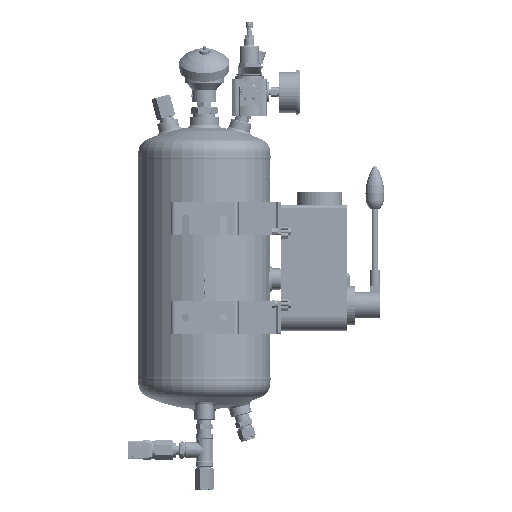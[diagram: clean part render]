
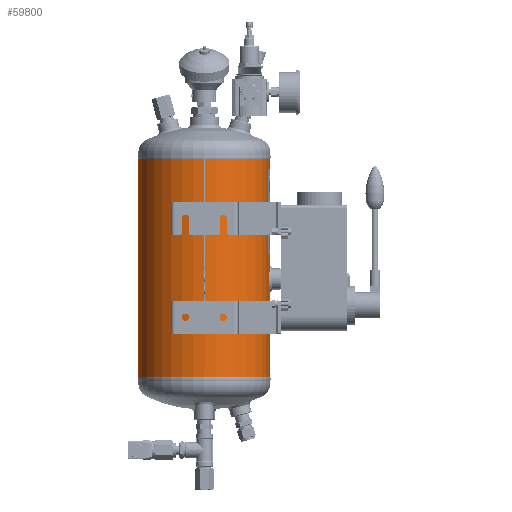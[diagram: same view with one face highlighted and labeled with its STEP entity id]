
A CAD part, left-side view. The second image highlights one B-rep face of the part: STEP entity #59800.
In plain terms, the highlighted cylindrical face has radius 100 mm (diameter 200 mm), a partial arc.
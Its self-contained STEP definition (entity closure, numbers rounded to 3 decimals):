
#3903=LINE('',#93875,#7867);
#3904=LINE('',#93880,#7868);
#3905=LINE('',#93884,#7869);
#3906=LINE('',#93888,#7870);
#7867=VECTOR('',#77446,1000.);
#7868=VECTOR('',#77449,1000.);
#7869=VECTOR('',#77452,1000.);
#7870=VECTOR('',#77455,1000.);
#11831=CIRCLE('',#71247,100.);
#11832=CIRCLE('',#71248,100.);
#11833=CIRCLE('',#71249,100.);
#11834=CIRCLE('',#71250,100.);
#13972=ORIENTED_EDGE('',*,*,#31752,.T.);
#13973=ORIENTED_EDGE('',*,*,#31753,.T.);
#13974=ORIENTED_EDGE('',*,*,#31754,.T.);
#13975=ORIENTED_EDGE('',*,*,#31755,.F.);
#13976=ORIENTED_EDGE('',*,*,#31756,.F.);
#13977=ORIENTED_EDGE('',*,*,#31757,.F.);
#13978=ORIENTED_EDGE('',*,*,#31758,.F.);
#13979=ORIENTED_EDGE('',*,*,#31759,.T.);
#13980=ORIENTED_EDGE('',*,*,#31760,.T.);
#13981=ORIENTED_EDGE('',*,*,#31761,.F.);
#13982=ORIENTED_EDGE('',*,*,#31762,.F.);
#31752=EDGE_CURVE('',#40642,#40642,#46837,.T.);
#31753=EDGE_CURVE('',#40643,#40643,#46838,.T.);
#31754=EDGE_CURVE('',#40644,#40644,#46839,.T.);
#31755=EDGE_CURVE('',#40645,#40646,#3903,.T.);
#31756=EDGE_CURVE('',#40647,#40645,#11831,.T.);
#31757=EDGE_CURVE('',#40648,#40647,#3904,.F.);
#31758=EDGE_CURVE('',#40649,#40648,#11832,.T.);
#31759=EDGE_CURVE('',#40649,#40650,#3905,.T.);
#31760=EDGE_CURVE('',#40650,#40651,#11833,.T.);
#31761=EDGE_CURVE('',#40652,#40651,#3906,.T.);
#31762=EDGE_CURVE('',#40646,#40652,#11834,.T.);
#40642=VERTEX_POINT('',#93850);
#40643=VERTEX_POINT('',#93862);
#40644=VERTEX_POINT('',#93874);
#40645=VERTEX_POINT('',#93876);
#40646=VERTEX_POINT('',#93877);
#40647=VERTEX_POINT('',#93879);
#40648=VERTEX_POINT('',#93881);
#40649=VERTEX_POINT('',#93883);
#40650=VERTEX_POINT('',#93885);
#40651=VERTEX_POINT('',#93887);
#40652=VERTEX_POINT('',#93889);
#46837=B_SPLINE_CURVE_WITH_KNOTS('',3,(#93831,#93832,#93833,#93834,#93835,
#93836,#93837,#93838,#93839,#93840,#93841,#93842,#93843,#93844,#93845,#93846,
#93847,#93848,#93849),.UNSPECIFIED.,.T.,.F.,(1,1,1,1,1,1,1,1,1,1,1,1,1,
1,1,1,1,1,1,1,1,1,1),(-0.018,-0.012,-0.006,
0.,0.006,0.012,0.018,0.023,
0.029,0.035,0.041,0.047,
0.053,0.059,0.065,0.07,
0.076,0.082,0.088,0.094,
0.1,0.106,0.112),.UNSPECIFIED.);
#46838=B_SPLINE_CURVE_WITH_KNOTS('',3,(#93851,#93852,#93853,#93854,#93855,
#93856,#93857,#93858,#93859,#93860,#93861),.UNSPECIFIED.,.T.,.F.,(1,1,1,
1,1,1,1,1,1,1,1,1,1,1,1),(-0.012,-0.008,-0.004,
0.,0.004,0.008,0.012,
0.016,0.02,0.023,0.027,
0.031,0.035,0.039,0.043),
 .UNSPECIFIED.);
#46839=B_SPLINE_CURVE_WITH_KNOTS('',3,(#93863,#93864,#93865,#93866,#93867,
#93868,#93869,#93870,#93871,#93872,#93873),.UNSPECIFIED.,.T.,.F.,(1,1,1,
1,1,1,1,1,1,1,1,1,1,1,1),(-0.012,-0.008,-0.004,
0.,0.004,0.008,0.012,
0.016,0.02,0.023,0.027,
0.031,0.035,0.039,0.043),
 .UNSPECIFIED.);
#49258=EDGE_LOOP('',(#13972));
#49259=EDGE_LOOP('',(#13973));
#49260=EDGE_LOOP('',(#13974));
#49261=EDGE_LOOP('',(#13975,#13976,#13977,#13978,#13979,#13980,#13981,#13982));
#54074=FACE_BOUND('',#49258,.T.);
#54075=FACE_BOUND('',#49259,.T.);
#54076=FACE_BOUND('',#49260,.T.);
#54077=FACE_BOUND('',#49261,.T.);
#58890=CYLINDRICAL_SURFACE('',#71246,100.);
#59800=ADVANCED_FACE('',(#54074,#54075,#54076,#54077),#58890,.T.);
#71246=AXIS2_PLACEMENT_3D('',#93830,#77444,#77445);
#71247=AXIS2_PLACEMENT_3D('',#93878,#77447,#77448);
#71248=AXIS2_PLACEMENT_3D('',#93882,#77450,#77451);
#71249=AXIS2_PLACEMENT_3D('',#93886,#77453,#77454);
#71250=AXIS2_PLACEMENT_3D('',#93890,#77456,#77457);
#77444=DIRECTION('',(0.,-1.,0.));
#77445=DIRECTION('',(0.,0.,-1.));
#77446=DIRECTION('',(0.,-1.,0.));
#77447=DIRECTION('',(0.,1.,0.));
#77448=DIRECTION('',(1.,0.,0.));
#77449=DIRECTION('',(0.,-1.,0.));
#77450=DIRECTION('',(0.,-1.,0.));
#77451=DIRECTION('',(1.,0.,0.));
#77452=DIRECTION('',(0.,-1.,0.));
#77453=DIRECTION('',(0.,1.,0.));
#77454=DIRECTION('',(1.,0.,0.));
#77455=DIRECTION('',(0.,-1.,0.));
#77456=DIRECTION('',(0.,-1.,0.));
#77457=DIRECTION('',(1.,0.,0.));
#93830=CARTESIAN_POINT('',(0.,330.,0.));
#93831=CARTESIAN_POINT('',(-98.994,187.429,14.208));
#93832=CARTESIAN_POINT('',(-98.806,181.503,15.395));
#93833=CARTESIAN_POINT('',(-98.993,175.608,14.214));
#93834=CARTESIAN_POINT('',(-99.436,170.625,10.88));
#93835=CARTESIAN_POINT('',(-99.878,167.295,5.9));
#93836=CARTESIAN_POINT('',(-100.061,166.117,0.009));
#93837=CARTESIAN_POINT('',(-99.879,167.288,-5.887));
#93838=CARTESIAN_POINT('',(-99.437,170.623,-10.879));
#93839=CARTESIAN_POINT('',(-98.992,175.61,-14.215));
#93840=CARTESIAN_POINT('',(-98.807,181.503,-15.391));
#93841=CARTESIAN_POINT('',(-98.992,187.396,-14.219));
#93842=CARTESIAN_POINT('',(-99.435,192.379,-10.892));
#93843=CARTESIAN_POINT('',(-99.877,195.718,-5.914));
#93844=CARTESIAN_POINT('',(-100.061,196.901,-0.013));
#93845=CARTESIAN_POINT('',(-99.878,195.728,5.889));
#93846=CARTESIAN_POINT('',(-99.437,192.395,10.874));
#93847=CARTESIAN_POINT('',(-98.994,187.429,14.208));
#93848=CARTESIAN_POINT('',(-98.806,181.503,15.395));
#93849=CARTESIAN_POINT('',(-98.993,175.608,14.214));
#93850=CARTESIAN_POINT('',(-98.869,181.508,15.));
#93851=CARTESIAN_POINT('',(3.922,158.915,-99.937));
#93852=CARTESIAN_POINT('',(-0.001,160.542,-100.031));
#93853=CARTESIAN_POINT('',(-3.918,158.916,-99.937));
#93854=CARTESIAN_POINT('',(-5.54,155.004,-99.844));
#93855=CARTESIAN_POINT('',(-3.921,151.083,-99.937));
#93856=CARTESIAN_POINT('',(-0.001,149.46,-100.031));
#93857=CARTESIAN_POINT('',(3.913,151.078,-99.938));
#93858=CARTESIAN_POINT('',(5.541,154.994,-99.844));
#93859=CARTESIAN_POINT('',(3.922,158.915,-99.937));
#93860=CARTESIAN_POINT('',(-0.001,160.542,-100.031));
#93861=CARTESIAN_POINT('',(-3.918,158.916,-99.937));
#93862=CARTESIAN_POINT('',(0.,160.,-100.));
#93863=CARTESIAN_POINT('',(3.922,48.915,-99.937));
#93864=CARTESIAN_POINT('',(-0.001,50.542,-100.031));
#93865=CARTESIAN_POINT('',(-3.918,48.916,-99.937));
#93866=CARTESIAN_POINT('',(-5.54,45.004,-99.844));
#93867=CARTESIAN_POINT('',(-3.921,41.083,-99.937));
#93868=CARTESIAN_POINT('',(-0.001,39.46,-100.031));
#93869=CARTESIAN_POINT('',(3.913,41.078,-99.938));
#93870=CARTESIAN_POINT('',(5.541,44.994,-99.844));
#93871=CARTESIAN_POINT('',(3.922,48.915,-99.937));
#93872=CARTESIAN_POINT('',(-0.001,50.542,-100.031));
#93873=CARTESIAN_POINT('',(-3.918,48.916,-99.937));
#93874=CARTESIAN_POINT('',(0.,50.,-100.));
#93875=CARTESIAN_POINT('',(-0.241,165.,100.));
#93876=CARTESIAN_POINT('',(-0.241,330.,100.));
#93877=CARTESIAN_POINT('',(-0.241,265.,100.));
#93878=CARTESIAN_POINT('',(0.,330.,0.));
#93879=CARTESIAN_POINT('',(0.241,330.,100.));
#93880=CARTESIAN_POINT('',(0.241,165.,100.));
#93881=CARTESIAN_POINT('',(0.241,265.,100.));
#93882=CARTESIAN_POINT('',(0.,265.,0.));
#93883=CARTESIAN_POINT('',(0.254,265.,100.));
#93884=CARTESIAN_POINT('',(0.254,265.,100.));
#93885=CARTESIAN_POINT('',(0.254,0.,100.));
#93886=CARTESIAN_POINT('',(0.,0.,0.));
#93887=CARTESIAN_POINT('',(-0.254,0.,100.));
#93888=CARTESIAN_POINT('',(-0.254,265.,100.));
#93889=CARTESIAN_POINT('',(-0.254,265.,100.));
#93890=CARTESIAN_POINT('',(0.,265.,0.));
